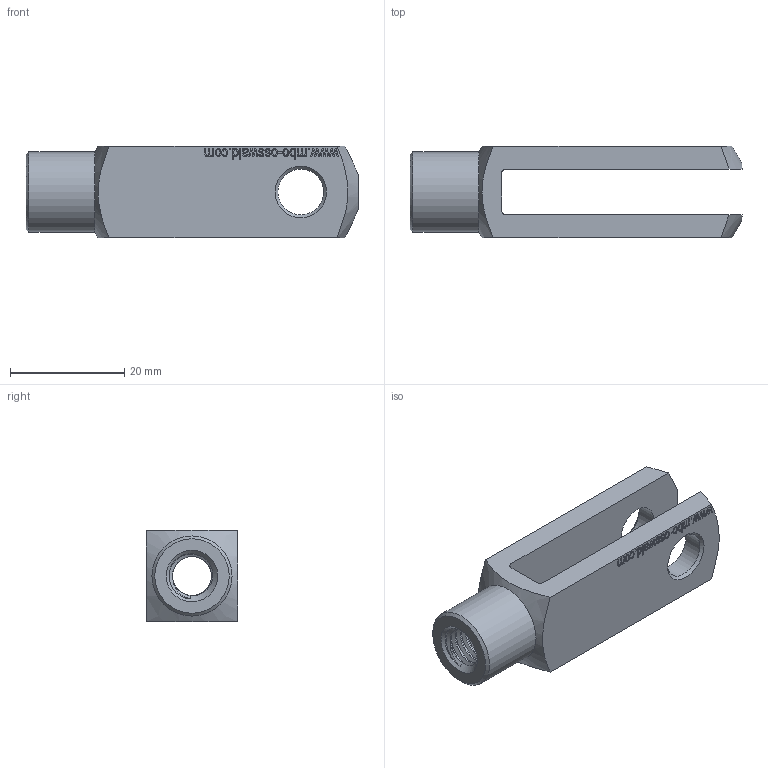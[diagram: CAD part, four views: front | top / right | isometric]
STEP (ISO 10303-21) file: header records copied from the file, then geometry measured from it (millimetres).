
FILE_DESCRIPTION(/* description */ (''),/* implementation_level */ '2;1');
FILE_NAME(/* name */ 'GA48.stp',/* time_stamp */ '2024-05-30T09:55:01+03:00',/* author */ (''),/* organization */ (''),/* preprocessor_version */ 'ST-DEVELOPER v16',/* originating_system */ 'SIEMENS PLM Software NX 11.0',/* authorisation */ '');
FILE_SCHEMA (('AUTOMOTIVE_DESIGN { 1 0 10303 214 3 1 1 1 }'));
Length unit declared in the file: millimetre
Products named in the file (2): Fork; GA48_stp
Assembly tree (1 placements, depth 2):
  GA48_stp
    Fork
Bounding box: 58 x 16 x 16 mm (x, y, z)
Volume: 7025.4 mm3; surface area: 4866.7 mm2
Topology: 1 solids, 1 shells, 305 faces, 837 edges, 558 vertices
Faces by surface type: plane 161, bspline 125, cone 8, cylinder 7, torus 4
Full cylindrical faces by diameter (mm): 8 x2, 14 x1
Entity records: 13265 total; most frequent: CARTESIAN_POINT 6436, ORIENTED_EDGE 1646, DIRECTION 939, EDGE_CURVE 823, VERTEX_POINT 553, LINE 515, VECTOR 515, EDGE_LOOP 342
